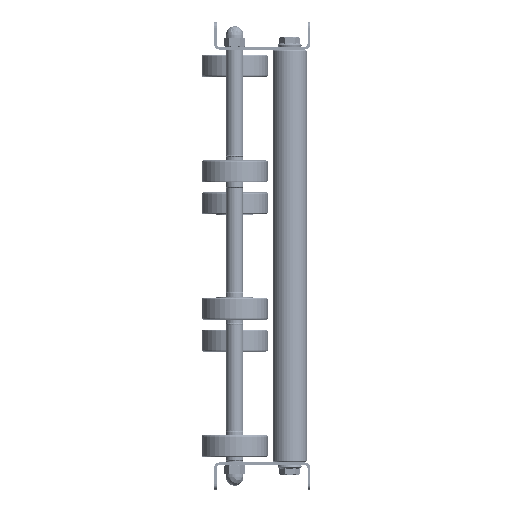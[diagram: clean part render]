
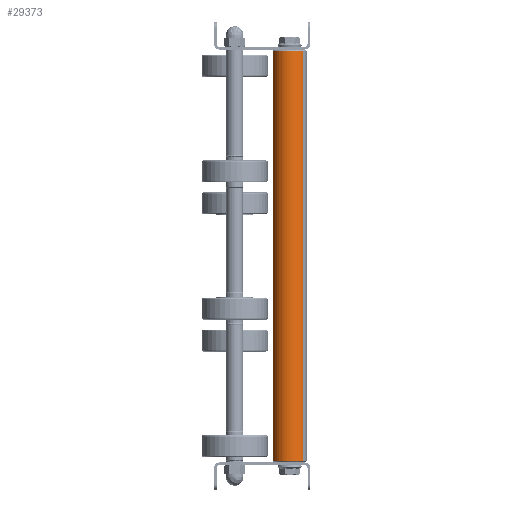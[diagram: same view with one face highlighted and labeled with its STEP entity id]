
A CAD part, left-side view. The second image highlights one B-rep face of the part: STEP entity #29373.
In plain terms, the highlighted cylindrical face has radius 12.5 mm (diameter 25 mm), a partial arc.
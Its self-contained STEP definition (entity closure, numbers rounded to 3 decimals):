
#1028 = DIRECTION ( 'NONE',  ( 0., 0., -1. ) ) ;
#1767 = VERTEX_POINT ( 'NONE', #35199 ) ;
#2767 = DIRECTION ( 'NONE',  ( -1., 0., 0. ) ) ;
#3336 = ORIENTED_EDGE ( 'NONE', *, *, #24563, .F. ) ;
#3475 = AXIS2_PLACEMENT_3D ( 'NONE', #37749, #34469, #1028 ) ;
#5162 = ORIENTED_EDGE ( 'NONE', *, *, #35389, .T. ) ;
#6466 = CARTESIAN_POINT ( 'NONE',  ( 300., 0., 0. ) ) ;
#6646 = DIRECTION ( 'NONE',  ( 1., 0., 0. ) ) ;
#6894 = DIRECTION ( 'NONE',  ( 0., 0., 1. ) ) ;
#6909 = AXIS2_PLACEMENT_3D ( 'NONE', #6466, #31198, #6894 ) ;
#7328 = DIRECTION ( 'NONE',  ( -1., 0., 0. ) ) ;
#9851 = EDGE_LOOP ( 'NONE', ( #3336, #31885, #17215, #5162 ) ) ;
#11001 = FACE_OUTER_BOUND ( 'NONE', #9851, .T. ) ;
#15832 = VERTEX_POINT ( 'NONE', #25460 ) ;
#16375 = LINE ( 'NONE', #42079, #30618 ) ;
#16975 = VECTOR ( 'NONE', #7328, 1000. ) ;
#17215 = ORIENTED_EDGE ( 'NONE', *, *, #20980, .T. ) ;
#17700 = VERTEX_POINT ( 'NONE', #33804 ) ;
#17761 = CYLINDRICAL_SURFACE ( 'NONE', #6909, 12.5 ) ;
#20980 = EDGE_CURVE ( 'NONE', #17700, #38176, #23976, .T. ) ;
#23976 = LINE ( 'NONE', #29738, #16975 ) ;
#24563 = EDGE_CURVE ( 'NONE', #1767, #15832, #16375, .T. ) ;
#25460 = CARTESIAN_POINT ( 'NONE',  ( 1., 0., -12.5 ) ) ;
#26436 = CIRCLE ( 'NONE', #36989, 12.5 ) ;
#26599 = CIRCLE ( 'NONE', #3475, 12.5 ) ;
#28856 = CARTESIAN_POINT ( 'NONE',  ( 1., 0., 12.5 ) ) ;
#29373 = ADVANCED_FACE ( 'NONE', ( #11001 ), #17761, .T. ) ;
#29492 = DIRECTION ( 'NONE',  ( 0., 0., -1. ) ) ;
#29738 = CARTESIAN_POINT ( 'NONE',  ( 300., 0., 12.5 ) ) ;
#30618 = VECTOR ( 'NONE', #2767, 1000. ) ;
#31198 = DIRECTION ( 'NONE',  ( -1., 0., 0. ) ) ;
#31885 = ORIENTED_EDGE ( 'NONE', *, *, #41356, .T. ) ;
#33804 = CARTESIAN_POINT ( 'NONE',  ( 299., 0., 12.5 ) ) ;
#34469 = DIRECTION ( 'NONE',  ( -1., 0., 0. ) ) ;
#35199 = CARTESIAN_POINT ( 'NONE',  ( 299., 0., -12.5 ) ) ;
#35389 = EDGE_CURVE ( 'NONE', #38176, #15832, #26436, .T. ) ;
#36989 = AXIS2_PLACEMENT_3D ( 'NONE', #39583, #6646, #29492 ) ;
#37749 = CARTESIAN_POINT ( 'NONE',  ( 299., 0., 0. ) ) ;
#38176 = VERTEX_POINT ( 'NONE', #28856 ) ;
#39583 = CARTESIAN_POINT ( 'NONE',  ( 1., 0., 0. ) ) ;
#41356 = EDGE_CURVE ( 'NONE', #1767, #17700, #26599, .T. ) ;
#42079 = CARTESIAN_POINT ( 'NONE',  ( 300., 0., -12.5 ) ) ;
